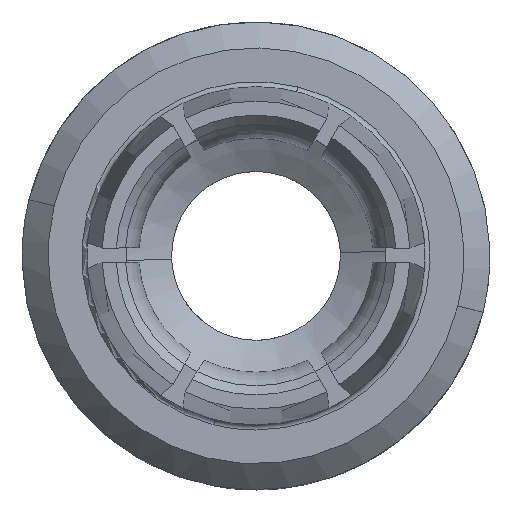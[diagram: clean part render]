
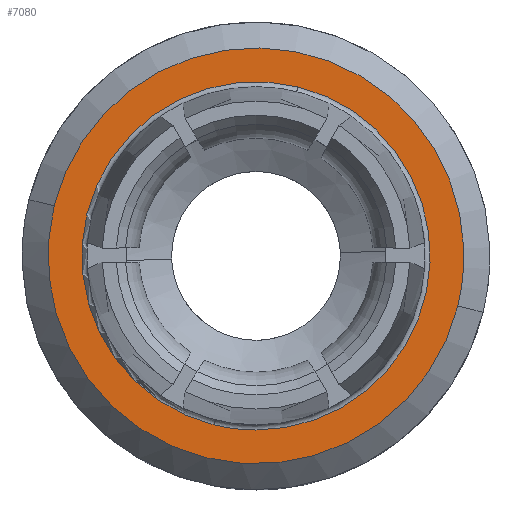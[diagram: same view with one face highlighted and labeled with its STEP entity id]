
A CAD part, top view. The second image highlights one B-rep face of the part: STEP entity #7080.
In plain terms, the highlighted face is planar.
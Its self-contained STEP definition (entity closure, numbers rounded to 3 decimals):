
#6650=CARTESIAN_POINT('',(27.205,66.057,-6.776))
;
#6660=DIRECTION('',(0.,-1.,0.));
#6670=DIRECTION('',(-0.276,0.,
0.961));
#6680=AXIS2_PLACEMENT_3D('',#6650,#6660,#6670);
#6690=PLANE('',#6680);
#6700=CARTESIAN_POINT('',(35.922,66.057,-11.464));
#6710=DIRECTION('',(0.,-1.,0.));
#6720=DIRECTION('',(0.,0.,1.));
#6730=AXIS2_PLACEMENT_3D('',#6700,#6710,#6720);
#6740=CIRCLE('',#6730,6.7);
#6750=CARTESIAN_POINT('',(34.308,66.057,-4.961))
;
#6760=VERTEX_POINT('',#6750);
#6770=CARTESIAN_POINT('',(35.922,66.057,-18.164));
#6780=VERTEX_POINT('',#6770);
#6790=EDGE_CURVE('',#6760,#6780,#6740,.T.);
#6800=ORIENTED_EDGE('',*,*,#6790,.F.);
#6810=CARTESIAN_POINT('',(35.922,66.057,-4.764));
#6820=VERTEX_POINT('',#6810);
#6830=EDGE_CURVE('',#6780,#6820,#6740,.T.);
#6840=ORIENTED_EDGE('',*,*,#6830,.F.);
#6850=EDGE_CURVE('',#6820,#6760,#6740,.T.);
#6860=ORIENTED_EDGE('',*,*,#6850,.F.);
#6870=EDGE_LOOP('',(#6860,#6840,#6800));
#6880=FACE_BOUND('',#6870,.T.);
#6890=CARTESIAN_POINT('',(35.922,66.057,-11.464))
;
#6900=DIRECTION('',(0.,-1.,0.));
#6910=DIRECTION('',(1.,0.,0.));
#6920=AXIS2_PLACEMENT_3D('',#6890,#6900,#6910);
#6930=CIRCLE('',#6920,8.);
#6940=CARTESIAN_POINT('',(43.922,66.057,
-11.464));
#6950=VERTEX_POINT('',#6940);
#6960=CARTESIAN_POINT('',(27.922,66.057,
-11.464));
#6970=VERTEX_POINT('',#6960);
#6980=EDGE_CURVE('',#6950,#6970,#6930,.T.);
#6990=ORIENTED_EDGE('',*,*,#6980,.T.);
#7000=CARTESIAN_POINT('',(28.234,66.057,-13.675))
;
#7010=VERTEX_POINT('',#7000);
#7020=EDGE_CURVE('',#7010,#6950,#6930,.T.);
#7030=ORIENTED_EDGE('',*,*,#7020,.T.);
#7040=EDGE_CURVE('',#6970,#7010,#6930,.T.);
#7050=ORIENTED_EDGE('',*,*,#7040,.T.);
#7060=EDGE_LOOP('',(#7050,#7030,#6990));
#7070=FACE_OUTER_BOUND('',#7060,.T.);
#7080=ADVANCED_FACE('',(#6880,#7070),#6690,.T.);
